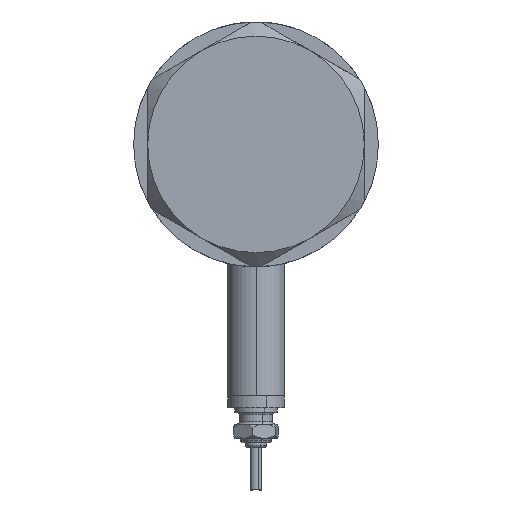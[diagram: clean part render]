
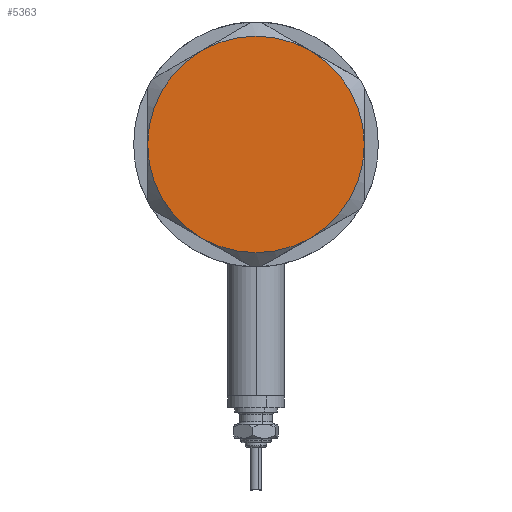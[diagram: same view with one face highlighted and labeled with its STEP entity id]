
A CAD part, left-side view. The second image highlights one B-rep face of the part: STEP entity #5363.
In plain terms, the highlighted face is planar.
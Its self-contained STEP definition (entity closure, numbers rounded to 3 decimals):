
#51 = CARTESIAN_POINT ( 'NONE',  ( 0., 0., 9. ) ) ;
#77 = AXIS2_PLACEMENT_3D ( 'NONE', #1632, #1369, #1763 ) ;
#131 = EDGE_CURVE ( 'NONE', #2350, #4475, #5375, .T. ) ;
#140 = VERTEX_POINT ( 'NONE', #5986 ) ;
#153 = ORIENTED_EDGE ( 'NONE', *, *, #5251, .T. ) ;
#237 = CARTESIAN_POINT ( 'NONE',  ( 0., 0., 9. ) ) ;
#330 = EDGE_CURVE ( 'NONE', #3526, #140, #4550, .T. ) ;
#599 = ORIENTED_EDGE ( 'NONE', *, *, #4929, .T. ) ;
#606 = AXIS2_PLACEMENT_3D ( 'NONE', #237, #1221, #743 ) ;
#656 = CARTESIAN_POINT ( 'NONE',  ( 23., 0., 9. ) ) ;
#743 = DIRECTION ( 'NONE',  ( 1., 0., 0. ) ) ;
#810 = CIRCLE ( 'NONE', #1616, 23. ) ;
#1019 = ORIENTED_EDGE ( 'NONE', *, *, #330, .T. ) ;
#1174 = AXIS2_PLACEMENT_3D ( 'NONE', #5842, #1441, #2333 ) ;
#1213 = AXIS2_PLACEMENT_3D ( 'NONE', #3393, #5290, #5352 ) ;
#1221 = DIRECTION ( 'NONE',  ( 0., 0., 1. ) ) ;
#1344 = CARTESIAN_POINT ( 'NONE',  ( -11.5, 19.919, 9. ) ) ;
#1369 = DIRECTION ( 'NONE',  ( 0., 0., 1. ) ) ;
#1441 = DIRECTION ( 'NONE',  ( 0., 0., 1. ) ) ;
#1616 = AXIS2_PLACEMENT_3D ( 'NONE', #4875, #5432, #2421 ) ;
#1632 = CARTESIAN_POINT ( 'NONE',  ( 0., 0., 9. ) ) ;
#1763 = DIRECTION ( 'NONE',  ( 1., 0., 0. ) ) ;
#2333 = DIRECTION ( 'NONE',  ( 1., 0., 0. ) ) ;
#2350 = VERTEX_POINT ( 'NONE', #6325 ) ;
#2421 = DIRECTION ( 'NONE',  ( 1., 0., 0. ) ) ;
#2441 = ORIENTED_EDGE ( 'NONE', *, *, #2482, .T. ) ;
#2482 = EDGE_CURVE ( 'NONE', #4475, #6025, #5479, .T. ) ;
#2562 = EDGE_CURVE ( 'NONE', #2964, #2350, #4975, .T. ) ;
#2867 = CARTESIAN_POINT ( 'NONE',  ( 0., 0., 9. ) ) ;
#2894 = DIRECTION ( 'NONE',  ( 0., 0., 1. ) ) ;
#2964 = VERTEX_POINT ( 'NONE', #656 ) ;
#3007 = DIRECTION ( 'NONE',  ( 1., 0., 0. ) ) ;
#3030 = DIRECTION ( 'NONE',  ( 1., 0., 0. ) ) ;
#3147 = CARTESIAN_POINT ( 'NONE',  ( -11.5, -19.919, 9. ) ) ;
#3336 = FACE_OUTER_BOUND ( 'NONE', #6251, .T. ) ;
#3393 = CARTESIAN_POINT ( 'NONE',  ( 0., 0., 9. ) ) ;
#3526 = VERTEX_POINT ( 'NONE', #3147 ) ;
#4041 = ORIENTED_EDGE ( 'NONE', *, *, #2562, .T. ) ;
#4381 = CARTESIAN_POINT ( 'NONE',  ( -23., 0., 9. ) ) ;
#4475 = VERTEX_POINT ( 'NONE', #1344 ) ;
#4550 = CIRCLE ( 'NONE', #1174, 23. ) ;
#4875 = CARTESIAN_POINT ( 'NONE',  ( 0., 0., 9. ) ) ;
#4929 = EDGE_CURVE ( 'NONE', #140, #2964, #810, .T. ) ;
#4975 = CIRCLE ( 'NONE', #77, 23. ) ;
#5060 = AXIS2_PLACEMENT_3D ( 'NONE', #2867, #2894, #3030 ) ;
#5251 = EDGE_CURVE ( 'NONE', #6025, #3526, #6124, .T. ) ;
#5290 = DIRECTION ( 'NONE',  ( 0., 0., 1. ) ) ;
#5352 = DIRECTION ( 'NONE',  ( 1., 0., 0. ) ) ;
#5363 = ADVANCED_FACE ( 'NONE', ( #3336 ), #6319, .T. ) ;
#5375 = CIRCLE ( 'NONE', #5060, 23. ) ;
#5432 = DIRECTION ( 'NONE',  ( 0., 0., 1. ) ) ;
#5479 = CIRCLE ( 'NONE', #5574, 23. ) ;
#5574 = AXIS2_PLACEMENT_3D ( 'NONE', #51, #5905, #3007 ) ;
#5586 = ORIENTED_EDGE ( 'NONE', *, *, #131, .T. ) ;
#5842 = CARTESIAN_POINT ( 'NONE',  ( 0., 0., 9. ) ) ;
#5905 = DIRECTION ( 'NONE',  ( 0., 0., 1. ) ) ;
#5986 = CARTESIAN_POINT ( 'NONE',  ( 11.5, -19.919, 9. ) ) ;
#6025 = VERTEX_POINT ( 'NONE', #4381 ) ;
#6124 = CIRCLE ( 'NONE', #606, 23. ) ;
#6251 = EDGE_LOOP ( 'NONE', ( #599, #4041, #5586, #2441, #153, #1019 ) ) ;
#6319 = PLANE ( 'NONE',  #1213 ) ;
#6325 = CARTESIAN_POINT ( 'NONE',  ( 11.5, 19.919, 9. ) ) ;
